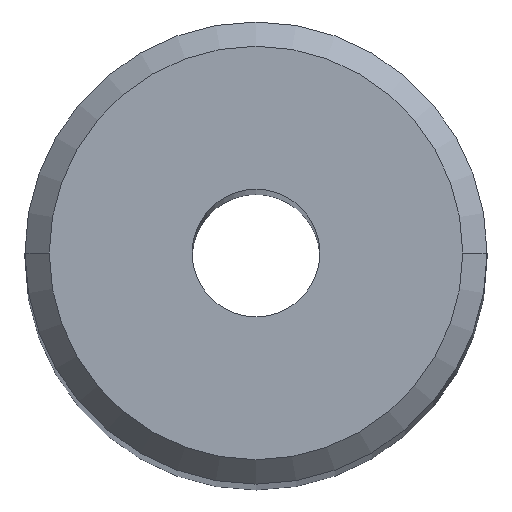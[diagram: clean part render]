
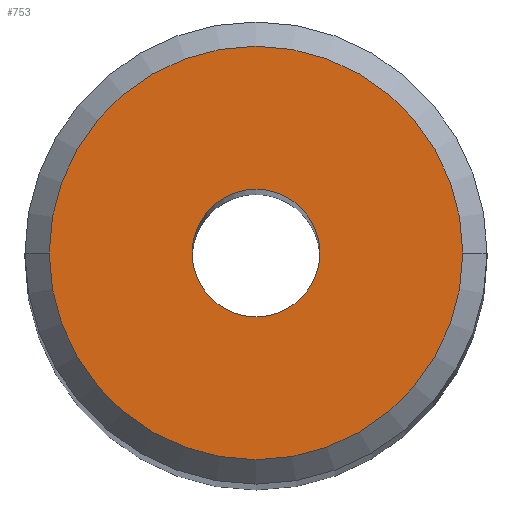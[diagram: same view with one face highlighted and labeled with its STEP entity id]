
A CAD part, top view. The second image highlights one B-rep face of the part: STEP entity #753.
In plain terms, the highlighted planar face has unit normal (0, 0, 1).
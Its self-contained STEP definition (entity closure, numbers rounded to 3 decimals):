
#373=VERTEX_POINT('NONE',#1023);
#391=VERTEX_POINT('NONE',#1042);
#405=VERTEX_POINT('NONE',#1056);
#439=EDGE_CURVE('NONE',#405,#373,#1092,.T.);
#713=EDGE_CURVE('NONE',#391,#867,#1398,.F.);
#745=EDGE_CURVE('NONE',#867,#391,#1433,.T.);
#753=ADVANCED_FACE('NONE',(#1441,#1442),#1443,.T.);
#867=VERTEX_POINT('NONE',#1570);
#965=EDGE_CURVE('NONE',#373,#405,#1678,.F.);
#1023=CARTESIAN_POINT('',(-2.625,0.0,140.0));
#1042=CARTESIAN_POINT('',(8.5,0.,140.0));
#1056=CARTESIAN_POINT('',(2.625,0.,140.0));
#1092=CIRCLE('',#1908,2.625);
#1398=CIRCLE('',#2426,8.5);
#1433=CIRCLE('',#2480,8.5);
#1441=FACE_OUTER_BOUND('',#2488,.T.);
#1442=FACE_BOUND('',#2489,.T.);
#1443=PLANE('',#2490);
#1570=CARTESIAN_POINT('',(-8.5,0.,140.0));
#1678=CIRCLE('',#2999,2.625);
#1908=AXIS2_PLACEMENT_3D('',#3155,#3156,#3157);
#2426=AXIS2_PLACEMENT_3D('',#3554,#3555,#3556);
#2480=AXIS2_PLACEMENT_3D('',#3594,#3595,#3596);
#2488=EDGE_LOOP('',(#3598,#3599));
#2489=EDGE_LOOP('',(#3600,#3601));
#2490=AXIS2_PLACEMENT_3D('',#3602,#3603,#3604);
#2999=AXIS2_PLACEMENT_3D('',#3862,#3863,#3864);
#3155=CARTESIAN_POINT('',(0.0,0.0,140.0));
#3156=DIRECTION('',(0.0,0.0,1.0));
#3157=DIRECTION('',(-1.0,0.0,0.0));
#3554=CARTESIAN_POINT('',(0.,0.,140.0));
#3555=DIRECTION('',(0.0,0.0,-1.0));
#3556=DIRECTION('',(-1.0,0.0,0.0));
#3594=CARTESIAN_POINT('',(0.,0.,140.0));
#3595=DIRECTION('',(0.0,0.0,1.0));
#3596=DIRECTION('',(-1.0,0.0,0.0));
#3598=ORIENTED_EDGE('',*,*,#745,.T.);
#3599=ORIENTED_EDGE('',*,*,#713,.T.);
#3600=ORIENTED_EDGE('',*,*,#965,.F.);
#3601=ORIENTED_EDGE('',*,*,#439,.F.);
#3602=CARTESIAN_POINT('',(0.0,9.5,140.0));
#3603=DIRECTION('',(0.0,0.0,1.0));
#3604=DIRECTION('',(1.0,0.0,0.0));
#3862=CARTESIAN_POINT('',(0.0,0.0,140.0));
#3863=DIRECTION('',(0.0,0.0,-1.0));
#3864=DIRECTION('',(-1.0,0.0,0.0));
